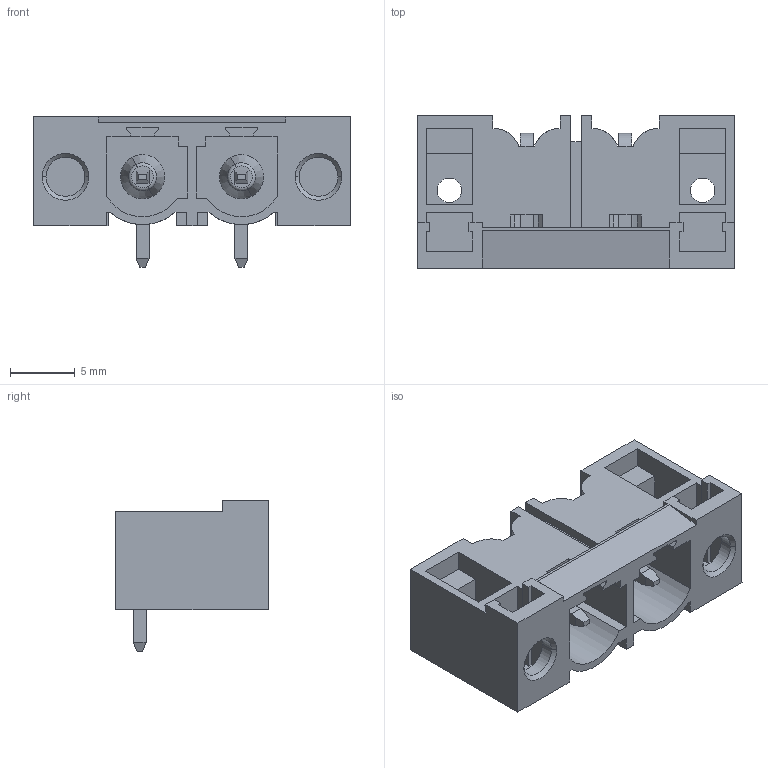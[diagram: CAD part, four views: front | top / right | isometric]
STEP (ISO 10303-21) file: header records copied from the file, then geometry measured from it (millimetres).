
FILE_DESCRIPTION(('CATIA V5 STEP Exchange','CAx-IF Rec.Pracs.--- Model Styling and Organization---1.2---2011-12-15'),'2;1');
FILE_NAME ('D1447038_0_1026810000_1026810000.stp','2018-11-14T13:52:05+00:00',('none'),('Weidmueller'),'CATIA Version 5-6 Release 2014','CATIA V5 STEP AP214','none');
FILE_SCHEMA(('AUTOMOTIVE_DESIGN { 1 0 10303 214 1 1 1 1 }'));
Length unit declared in the file: millimetre
Products named in the file (1): 1026810000
Bounding box: 24.42 x 11.75 x 11.6 mm (x, y, z)
Volume: 1100.7 mm3; surface area: 2237.7 mm2
Topology: 3 solids, 3 shells, 203 faces, 567 edges, 372 vertices
Faces by surface type: plane 159, cylinder 28, cone 12, torus 4
Entity records: 6006 total; most frequent: ORIENTED_EDGE 1134, CARTESIAN_POINT 1089, DIRECTION 793, EDGE_CURVE 563, VECTOR 467, LINE 467, VERTEX_POINT 364, EDGE_LOOP 225
